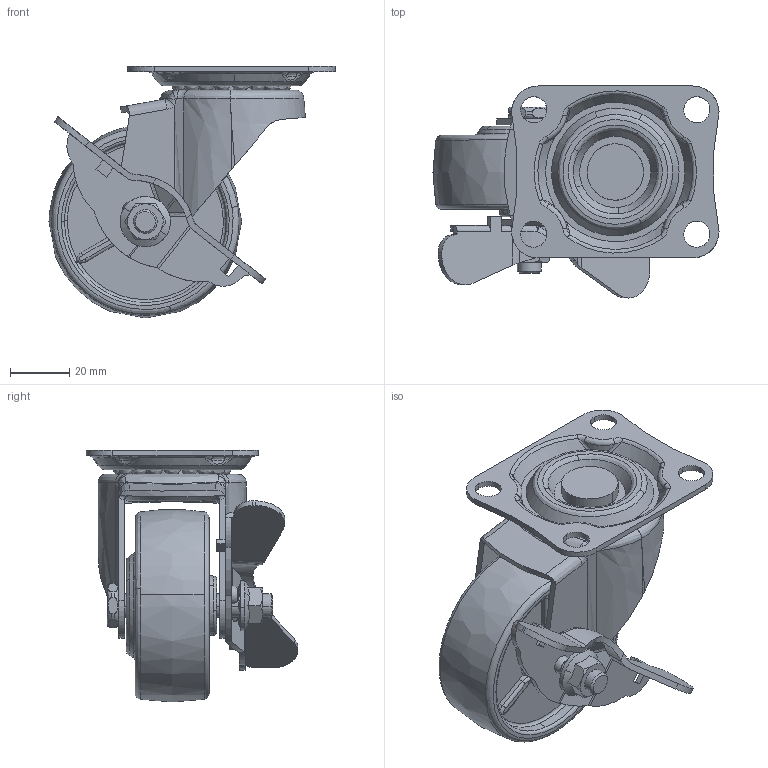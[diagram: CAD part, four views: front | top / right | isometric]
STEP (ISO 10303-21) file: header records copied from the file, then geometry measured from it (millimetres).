
FILE_DESCRIPTION((''),'2;1');
FILE_NAME('','2005-12-16T10:16:37',(''),(''),'','CADfix','');
FILE_SCHEMA(('AUTOMOTIVE_DESIGN'));
Length unit declared in the file: millimetre
Products named in the file (7): wheel; mounting plate; main shaft; lever; body; axle; 315S_N65_664_36
Assembly tree (6 placements, depth 2):
  315S_N65_664_36
    wheel
    mounting plate
    main shaft
    lever
    body
    axle
Bounding box: 96.5 x 71.4 x 85 mm (x, y, z)
Volume: 101092.1 mm3; surface area: 51212.9 mm2
Topology: 6 solids, 6 shells, 609 faces, 1707 edges, 1115 vertices
Faces by surface type: bspline 609
Entity records: 37267 total; most frequent: CARTESIAN_POINT 28026, ORIENTED_EDGE 3396, EDGE_CURVE 1698, VERTEX_POINT 1114, EDGE_LOOP 644, FACE_OUTER_BOUND 608, ADVANCED_FACE 608, QUASI_UNIFORM_CURVE 417
